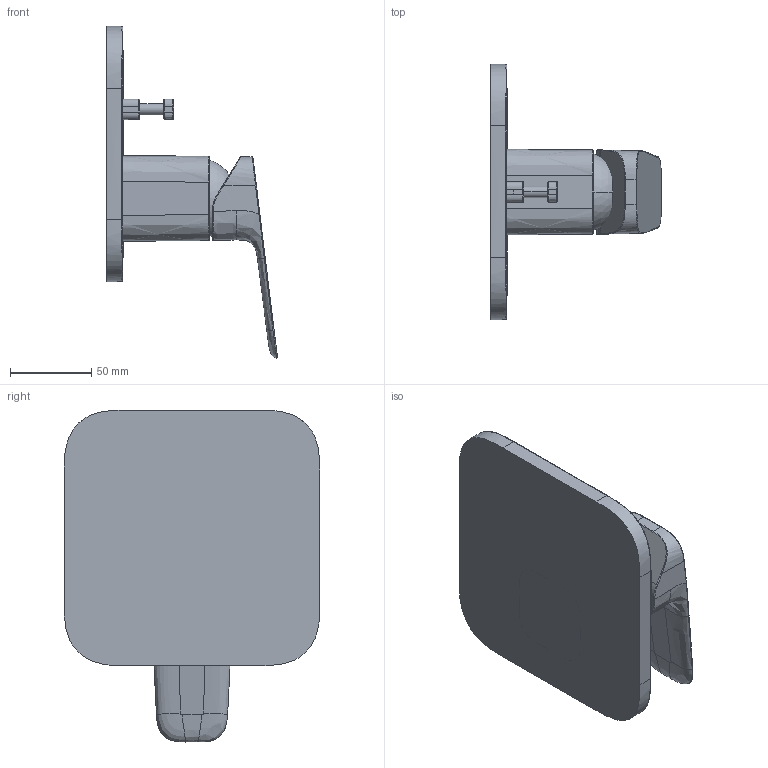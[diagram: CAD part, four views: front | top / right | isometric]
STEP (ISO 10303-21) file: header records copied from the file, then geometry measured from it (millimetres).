
FILE_DESCRIPTION(/* description */ ('AP214 STEP file'),/* implementation_level */ '2;1');
FILE_NAME(/* name */ '1017780000_out.stp',/* time_stamp */ '2024-03-01T11:24:20+01:00',/* author */ (''),/* organization */ (''),/* preprocessor_version */ 'ST-DEVELOPER v18.1',/* originating_system */ 'Elysium Co. Ltd. STEP Translator v8.3.0.0',/* authorisation */ '');
FILE_SCHEMA (('AUTOMOTIVE_DESIGN { 1 0 10303 214 3 1 1 }'));
Length unit declared in the file: millimetre
Products named in the file (7): Group47; Group48; 160811_SMC_ ROSETTETHM_CENTRAL_SQUARE_FACETTE_158MM_LOB; Group50; Group51; SKIN#141; 1017780000
Assembly tree (6 placements, depth 2):
  1017780000
    Group47
    Group48
    160811_SMC_ ROSETTETHM_CENTRAL_SQUARE_FACETTE_158MM_LOB
    Group50
    Group51
    SKIN#141
Bounding box: 105.44 x 157.84 x 204.92 mm (x, y, z)
Volume: 416665.2 mm3; surface area: 134628.4 mm2
Topology: 6 solids, 15 shells, 258 faces, 604 edges, 379 vertices
Faces by surface type: plane 90, bspline 63, cylinder 48, cone 22, extrusion 21, torus 12, sphere 2
Entity records: 12800 total; most frequent: CARTESIAN_POINT 7339, ORIENTED_EDGE 1200, EDGE_CURVE 600, STYLED_ITEM 517, VERTEX_POINT 379, AXIS2_PLACEMENT_3D 330, DIRECTION 319, EDGE_LOOP 267
